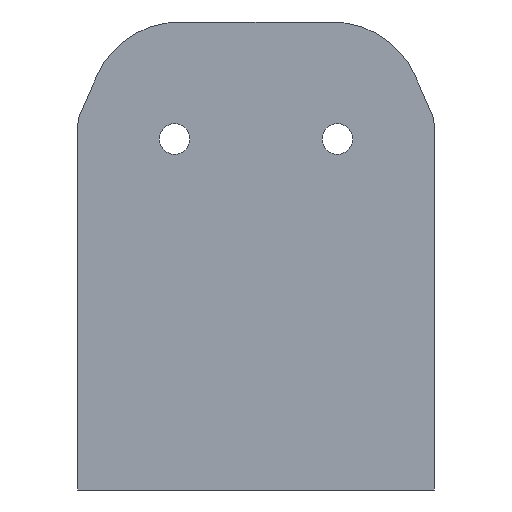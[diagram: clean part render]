
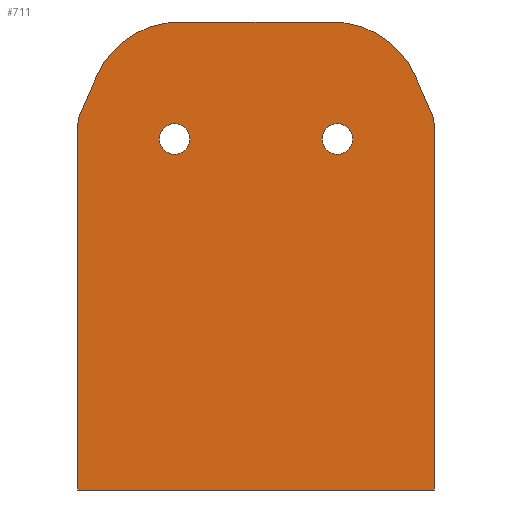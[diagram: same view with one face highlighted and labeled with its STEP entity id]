
A CAD part, front view. The second image highlights one B-rep face of the part: STEP entity #711.
In plain terms, the highlighted planar face has unit normal (0, -1, 0).
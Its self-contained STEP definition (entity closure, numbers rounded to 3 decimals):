
#460 = VERTEX_POINT('',#461);
#461 = CARTESIAN_POINT('',(12.96,-4.,36.));
#467 = EDGE_CURVE('',#460,#468,#470,.T.);
#468 = VERTEX_POINT('',#469);
#469 = CARTESIAN_POINT('',(12.96,-4.,0.));
#470 = LINE('',#471,#472);
#471 = CARTESIAN_POINT('',(12.96,-4.,36.));
#472 = VECTOR('',#473,1.);
#473 = DIRECTION('',(0.,0.,-1.));
#545 = VERTEX_POINT('',#546);
#546 = CARTESIAN_POINT('',(-22.04,-4.,0.));
#552 = EDGE_CURVE('',#545,#468,#553,.T.);
#553 = LINE('',#554,#555);
#554 = CARTESIAN_POINT('',(-22.04,-4.,0.));
#555 = VECTOR('',#556,1.);
#556 = DIRECTION('',(1.,0.,0.));
#593 = EDGE_CURVE('',#460,#594,#596,.T.);
#594 = VERTEX_POINT('',#595);
#595 = CARTESIAN_POINT('',(12.759,-4.,36.951));
#596 = CIRCLE('',#597,2.352);
#597 = AXIS2_PLACEMENT_3D('',#598,#599,#600);
#598 = CARTESIAN_POINT('',(10.607,-4.,36.));
#599 = DIRECTION('',(0.,-1.,0.));
#600 = DIRECTION('',(1.,0.,0.));
#711 = ADVANCED_FACE('',(#712,#774,#785),#796,.F.);
#712 = FACE_BOUND('',#713,.F.);
#713 = EDGE_LOOP('',(#714,#722,#731,#739,#748,#756,#765,#771,#772,#773)
  );
#714 = ORIENTED_EDGE('',*,*,#715,.T.);
#715 = EDGE_CURVE('',#545,#716,#718,.T.);
#716 = VERTEX_POINT('',#717);
#717 = CARTESIAN_POINT('',(-22.04,-4.,36.));
#718 = LINE('',#719,#720);
#719 = CARTESIAN_POINT('',(-22.04,-4.,0.));
#720 = VECTOR('',#721,1.);
#721 = DIRECTION('',(0.,0.,1.));
#722 = ORIENTED_EDGE('',*,*,#723,.F.);
#723 = EDGE_CURVE('',#724,#716,#726,.T.);
#724 = VERTEX_POINT('',#725);
#725 = CARTESIAN_POINT('',(-21.84,-4.,36.951));
#726 = CIRCLE('',#727,2.352);
#727 = AXIS2_PLACEMENT_3D('',#728,#729,#730);
#728 = CARTESIAN_POINT('',(-19.688,-4.,36.));
#729 = DIRECTION('',(0.,-1.,0.));
#730 = DIRECTION('',(1.,0.,0.));
#731 = ORIENTED_EDGE('',*,*,#732,.T.);
#732 = EDGE_CURVE('',#724,#733,#735,.T.);
#733 = VERTEX_POINT('',#734);
#734 = CARTESIAN_POINT('',(-20.186,-4.,40.693));
#735 = LINE('',#736,#737);
#736 = CARTESIAN_POINT('',(-21.84,-4.,36.951));
#737 = VECTOR('',#738,1.);
#738 = DIRECTION('',(0.404,0.,0.915));
#739 = ORIENTED_EDGE('',*,*,#740,.F.);
#740 = EDGE_CURVE('',#741,#733,#743,.T.);
#741 = VERTEX_POINT('',#742);
#742 = CARTESIAN_POINT('',(-12.04,-4.,46.));
#743 = CIRCLE('',#744,8.905);
#744 = AXIS2_PLACEMENT_3D('',#745,#746,#747);
#745 = CARTESIAN_POINT('',(-12.04,-4.,37.095));
#746 = DIRECTION('',(0.,-1.,0.));
#747 = DIRECTION('',(1.,0.,0.));
#748 = ORIENTED_EDGE('',*,*,#749,.T.);
#749 = EDGE_CURVE('',#741,#750,#752,.T.);
#750 = VERTEX_POINT('',#751);
#751 = CARTESIAN_POINT('',(2.96,-4.,46.));
#752 = LINE('',#753,#754);
#753 = CARTESIAN_POINT('',(-12.04,-4.,46.));
#754 = VECTOR('',#755,1.);
#755 = DIRECTION('',(1.,0.,0.));
#756 = ORIENTED_EDGE('',*,*,#757,.F.);
#757 = EDGE_CURVE('',#758,#750,#760,.T.);
#758 = VERTEX_POINT('',#759);
#759 = CARTESIAN_POINT('',(11.106,-4.,40.693));
#760 = CIRCLE('',#761,8.905);
#761 = AXIS2_PLACEMENT_3D('',#762,#763,#764);
#762 = CARTESIAN_POINT('',(2.96,-4.,37.095));
#763 = DIRECTION('',(0.,-1.,0.));
#764 = DIRECTION('',(1.,0.,0.));
#765 = ORIENTED_EDGE('',*,*,#766,.T.);
#766 = EDGE_CURVE('',#758,#594,#767,.T.);
#767 = LINE('',#768,#769);
#768 = CARTESIAN_POINT('',(11.106,-4.,40.693));
#769 = VECTOR('',#770,1.);
#770 = DIRECTION('',(0.404,0.,-0.915)
  );
#771 = ORIENTED_EDGE('',*,*,#593,.F.);
#772 = ORIENTED_EDGE('',*,*,#467,.T.);
#773 = ORIENTED_EDGE('',*,*,#552,.F.);
#774 = FACE_BOUND('',#775,.F.);
#775 = EDGE_LOOP('',(#776));
#776 = ORIENTED_EDGE('',*,*,#777,.T.);
#777 = EDGE_CURVE('',#778,#778,#780,.T.);
#778 = VERTEX_POINT('',#779);
#779 = CARTESIAN_POINT('',(4.96,-4.,34.5));
#780 = CIRCLE('',#781,1.5);
#781 = AXIS2_PLACEMENT_3D('',#782,#783,#784);
#782 = CARTESIAN_POINT('',(3.46,-4.,34.5));
#783 = DIRECTION('',(0.,-1.,0.));
#784 = DIRECTION('',(1.,0.,0.));
#785 = FACE_BOUND('',#786,.F.);
#786 = EDGE_LOOP('',(#787));
#787 = ORIENTED_EDGE('',*,*,#788,.T.);
#788 = EDGE_CURVE('',#789,#789,#791,.T.);
#789 = VERTEX_POINT('',#790);
#790 = CARTESIAN_POINT('',(-11.04,-4.,34.5));
#791 = CIRCLE('',#792,1.5);
#792 = AXIS2_PLACEMENT_3D('',#793,#794,#795);
#793 = CARTESIAN_POINT('',(-12.54,-4.,34.5));
#794 = DIRECTION('',(0.,-1.,0.));
#795 = DIRECTION('',(1.,0.,0.));
#796 = PLANE('',#797);
#797 = AXIS2_PLACEMENT_3D('',#798,#799,#800);
#798 = CARTESIAN_POINT('',(-4.54,-4.,22.677));
#799 = DIRECTION('',(0.,1.,0.));
#800 = DIRECTION('',(0.,0.,1.));
